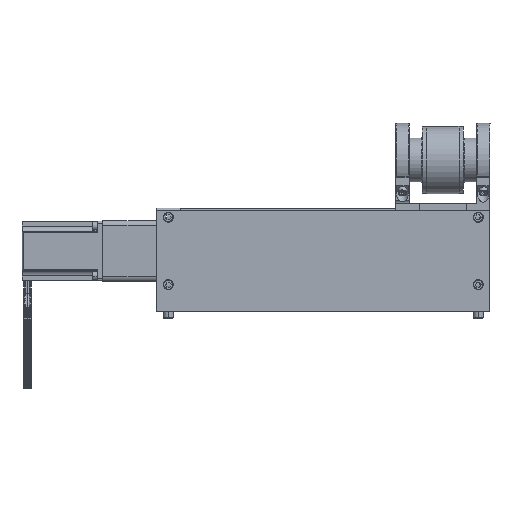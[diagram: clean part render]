
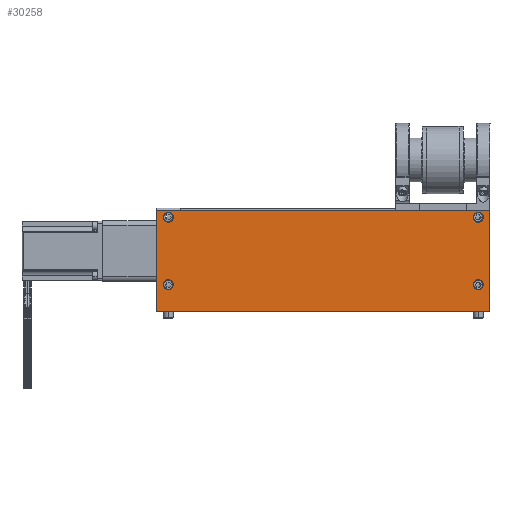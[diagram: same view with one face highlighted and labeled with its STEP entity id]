
A CAD part, left-side view. The second image highlights one B-rep face of the part: STEP entity #30258.
In plain terms, the highlighted planar face has unit normal (-1, 0, 0).
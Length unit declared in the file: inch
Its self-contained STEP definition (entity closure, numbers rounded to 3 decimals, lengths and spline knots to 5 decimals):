
#785 = DIRECTION ( 'NONE',  ( -1., 0., 0. ) ) ;
#943 = DIRECTION ( 'NONE',  ( 0., 1., 0. ) ) ;
#1372 = FACE_BOUND ( 'NONE', #29748, .T. ) ;
#1375 = VERTEX_POINT ( 'NONE', #1977 ) ;
#1454 = CARTESIAN_POINT ( 'NONE',  ( -1.5, 11.9375, -4.625 ) ) ;
#1569 = DIRECTION ( 'NONE',  ( 0., -1., 0. ) ) ;
#1977 = CARTESIAN_POINT ( 'NONE',  ( -1.5, 0., -1.875 ) ) ;
#2464 = EDGE_CURVE ( 'NONE', #27045, #1375, #29513, .T. ) ;
#2784 = ORIENTED_EDGE ( 'NONE', *, *, #10626, .F. ) ;
#2853 = CARTESIAN_POINT ( 'NONE',  ( -1.5, 0.4375, -2.125 ) ) ;
#2925 = ORIENTED_EDGE ( 'NONE', *, *, #15639, .F. ) ;
#3041 = CIRCLE ( 'NONE', #28680, 0.1406 ) ;
#3117 = FACE_BOUND ( 'NONE', #12054, .T. ) ;
#3346 = CARTESIAN_POINT ( 'NONE',  ( -1.5, 0.4375, -4.625 ) ) ;
#3572 = CIRCLE ( 'NONE', #17659, 0.1406 ) ;
#3713 = CARTESIAN_POINT ( 'NONE',  ( -1.5, 12.375, -5.625 ) ) ;
#3881 = CARTESIAN_POINT ( 'NONE',  ( -1.5, 12.375, -5.625 ) ) ;
#4541 = EDGE_LOOP ( 'NONE', ( #34252, #24712 ) ) ;
#4912 = VECTOR ( 'NONE', #25260, 39.37008 ) ;
#6434 = CARTESIAN_POINT ( 'NONE',  ( -1.5, 11.7969, -2.125 ) ) ;
#6456 = CARTESIAN_POINT ( 'NONE',  ( -1.5, 0.4375, -4.625 ) ) ;
#6642 = AXIS2_PLACEMENT_3D ( 'NONE', #6777, #26171, #21575 ) ;
#6777 = CARTESIAN_POINT ( 'NONE',  ( -1.5, 11.9375, -2.125 ) ) ;
#6921 = VERTEX_POINT ( 'NONE', #14747 ) ;
#7027 = CIRCLE ( 'NONE', #10071, 0.1406 ) ;
#8915 = DIRECTION ( 'NONE',  ( 0., -1., 0. ) ) ;
#9171 = PLANE ( 'NONE',  #33777 ) ;
#10071 = AXIS2_PLACEMENT_3D ( 'NONE', #2853, #22260, #34788 ) ;
#10623 = EDGE_CURVE ( 'NONE', #14012, #6921, #33080, .T. ) ;
#10626 = EDGE_CURVE ( 'NONE', #26380, #20104, #3572, .T. ) ;
#11852 = VECTOR ( 'NONE', #26030, 39.37008 ) ;
#11908 = ORIENTED_EDGE ( 'NONE', *, *, #17115, .T. ) ;
#11919 = CIRCLE ( 'NONE', #18404, 0.1406 ) ;
#12054 = EDGE_LOOP ( 'NONE', ( #16803, #29429 ) ) ;
#12066 = ORIENTED_EDGE ( 'NONE', *, *, #15362, .F. ) ;
#12099 = AXIS2_PLACEMENT_3D ( 'NONE', #3346, #28303, #8915 ) ;
#13526 = EDGE_LOOP ( 'NONE', ( #2784, #16976 ) ) ;
#13756 = VERTEX_POINT ( 'NONE', #3881 ) ;
#13837 = CARTESIAN_POINT ( 'NONE',  ( -1.5, 0.5781, -4.625 ) ) ;
#13922 = VERTEX_POINT ( 'NONE', #34705 ) ;
#14012 = VERTEX_POINT ( 'NONE', #13837 ) ;
#14470 = DIRECTION ( 'NONE',  ( -1., 0., 0. ) ) ;
#14487 = CARTESIAN_POINT ( 'NONE',  ( -1.5, 12.0781, -4.625 ) ) ;
#14747 = CARTESIAN_POINT ( 'NONE',  ( -1.5, 0.2969, -4.625 ) ) ;
#14981 = EDGE_CURVE ( 'NONE', #13922, #33234, #11919, .T. ) ;
#15362 = EDGE_CURVE ( 'NONE', #13756, #27045, #33099, .T. ) ;
#15589 = EDGE_CURVE ( 'NONE', #33234, #13922, #7027, .T. ) ;
#15639 = EDGE_CURVE ( 'NONE', #6921, #14012, #17431, .T. ) ;
#15833 = CIRCLE ( 'NONE', #18989, 0.1406 ) ;
#16142 = CARTESIAN_POINT ( 'NONE',  ( -1.5, 0., -5.625 ) ) ;
#16227 = DIRECTION ( 'NONE',  ( -1., 0., 0. ) ) ;
#16410 = CARTESIAN_POINT ( 'NONE',  ( -1.5, 11.9375, -2.125 ) ) ;
#16483 = CARTESIAN_POINT ( 'NONE',  ( -1.5, 11.7969, -4.625 ) ) ;
#16803 = ORIENTED_EDGE ( 'NONE', *, *, #19255, .F. ) ;
#16859 = CARTESIAN_POINT ( 'NONE',  ( -1.5, 12.375, -1.875 ) ) ;
#16976 = ORIENTED_EDGE ( 'NONE', *, *, #30546, .F. ) ;
#17115 = EDGE_CURVE ( 'NONE', #13756, #17711, #32415, .T. ) ;
#17431 = CIRCLE ( 'NONE', #24925, 0.1406 ) ;
#17659 = AXIS2_PLACEMENT_3D ( 'NONE', #31116, #14470, #33889 ) ;
#17711 = VERTEX_POINT ( 'NONE', #17797 ) ;
#17797 = CARTESIAN_POINT ( 'NONE',  ( -1.5, 0., -5.625 ) ) ;
#18070 = DIRECTION ( 'NONE',  ( -1., 0., 0. ) ) ;
#18229 = EDGE_CURVE ( 'NONE', #17711, #1375, #33857, .T. ) ;
#18404 = AXIS2_PLACEMENT_3D ( 'NONE', #32858, #16227, #35635 ) ;
#18946 = DIRECTION ( 'NONE',  ( 0., 0., 1. ) ) ;
#18989 = AXIS2_PLACEMENT_3D ( 'NONE', #16410, #35833, #19226 ) ;
#19226 = DIRECTION ( 'NONE',  ( 0., -1., 0. ) ) ;
#19255 = EDGE_CURVE ( 'NONE', #22006, #24146, #15833, .T. ) ;
#19500 = DIRECTION ( 'NONE',  ( 0., -1., 0. ) ) ;
#20104 = VERTEX_POINT ( 'NONE', #14487 ) ;
#20170 = DIRECTION ( 'NONE',  ( 0., -1., 0. ) ) ;
#21575 = DIRECTION ( 'NONE',  ( 0., -1., 0. ) ) ;
#22006 = VERTEX_POINT ( 'NONE', #6434 ) ;
#22009 = ORIENTED_EDGE ( 'NONE', *, *, #2464, .F. ) ;
#22260 = DIRECTION ( 'NONE',  ( -1., 0., 0. ) ) ;
#22295 = CARTESIAN_POINT ( 'NONE',  ( -1.5, 12.375, -5.625 ) ) ;
#22650 = FACE_OUTER_BOUND ( 'NONE', #26084, .T. ) ;
#22843 = CIRCLE ( 'NONE', #6642, 0.1406 ) ;
#23142 = DIRECTION ( 'NONE',  ( 1., 0., 0. ) ) ;
#23517 = FACE_BOUND ( 'NONE', #4541, .T. ) ;
#23683 = CARTESIAN_POINT ( 'NONE',  ( -1.5, 12.0781, -2.125 ) ) ;
#24146 = VERTEX_POINT ( 'NONE', #23683 ) ;
#24712 = ORIENTED_EDGE ( 'NONE', *, *, #15589, .F. ) ;
#24925 = AXIS2_PLACEMENT_3D ( 'NONE', #6456, #785, #20170 ) ;
#25260 = DIRECTION ( 'NONE',  ( 0., -1., 0. ) ) ;
#25445 = CARTESIAN_POINT ( 'NONE',  ( -1.5, 12.375, -5.625 ) ) ;
#26030 = DIRECTION ( 'NONE',  ( 0., 0., 1. ) ) ;
#26084 = EDGE_LOOP ( 'NONE', ( #33907, #22009, #12066, #11908 ) ) ;
#26171 = DIRECTION ( 'NONE',  ( -1., 0., 0. ) ) ;
#26380 = VERTEX_POINT ( 'NONE', #16483 ) ;
#27045 = VERTEX_POINT ( 'NONE', #30634 ) ;
#28012 = ORIENTED_EDGE ( 'NONE', *, *, #10623, .F. ) ;
#28303 = DIRECTION ( 'NONE',  ( -1., 0., 0. ) ) ;
#28680 = AXIS2_PLACEMENT_3D ( 'NONE', #1454, #18070, #1569 ) ;
#29429 = ORIENTED_EDGE ( 'NONE', *, *, #31349, .F. ) ;
#29441 = CARTESIAN_POINT ( 'NONE',  ( -1.5, 0.5781, -2.125 ) ) ;
#29513 = LINE ( 'NONE', #16859, #4912 ) ;
#29748 = EDGE_LOOP ( 'NONE', ( #2925, #28012 ) ) ;
#30044 = FACE_BOUND ( 'NONE', #13526, .T. ) ;
#30258 = ADVANCED_FACE ( 'NONE', ( #3117, #30044, #1372, #23517, #22650 ), #9171, .F. ) ;
#30546 = EDGE_CURVE ( 'NONE', #20104, #26380, #3041, .T. ) ;
#30634 = CARTESIAN_POINT ( 'NONE',  ( -1.5, 12.375, -1.875 ) ) ;
#31116 = CARTESIAN_POINT ( 'NONE',  ( -1.5, 11.9375, -4.625 ) ) ;
#31349 = EDGE_CURVE ( 'NONE', #24146, #22006, #22843, .T. ) ;
#31532 = VECTOR ( 'NONE', #19500, 39.37008 ) ;
#32415 = LINE ( 'NONE', #22295, #31532 ) ;
#32858 = CARTESIAN_POINT ( 'NONE',  ( -1.5, 0.4375, -2.125 ) ) ;
#32991 = VECTOR ( 'NONE', #18946, 39.37008 ) ;
#33080 = CIRCLE ( 'NONE', #12099, 0.1406 ) ;
#33099 = LINE ( 'NONE', #25445, #11852 ) ;
#33234 = VERTEX_POINT ( 'NONE', #29441 ) ;
#33777 = AXIS2_PLACEMENT_3D ( 'NONE', #3713, #23142, #943 ) ;
#33857 = LINE ( 'NONE', #16142, #32991 ) ;
#33889 = DIRECTION ( 'NONE',  ( 0., -1., 0. ) ) ;
#33907 = ORIENTED_EDGE ( 'NONE', *, *, #18229, .T. ) ;
#34252 = ORIENTED_EDGE ( 'NONE', *, *, #14981, .F. ) ;
#34705 = CARTESIAN_POINT ( 'NONE',  ( -1.5, 0.2969, -2.125 ) ) ;
#34788 = DIRECTION ( 'NONE',  ( 0., -1., 0. ) ) ;
#35635 = DIRECTION ( 'NONE',  ( 0., -1., 0. ) ) ;
#35833 = DIRECTION ( 'NONE',  ( -1., 0., 0. ) ) ;
